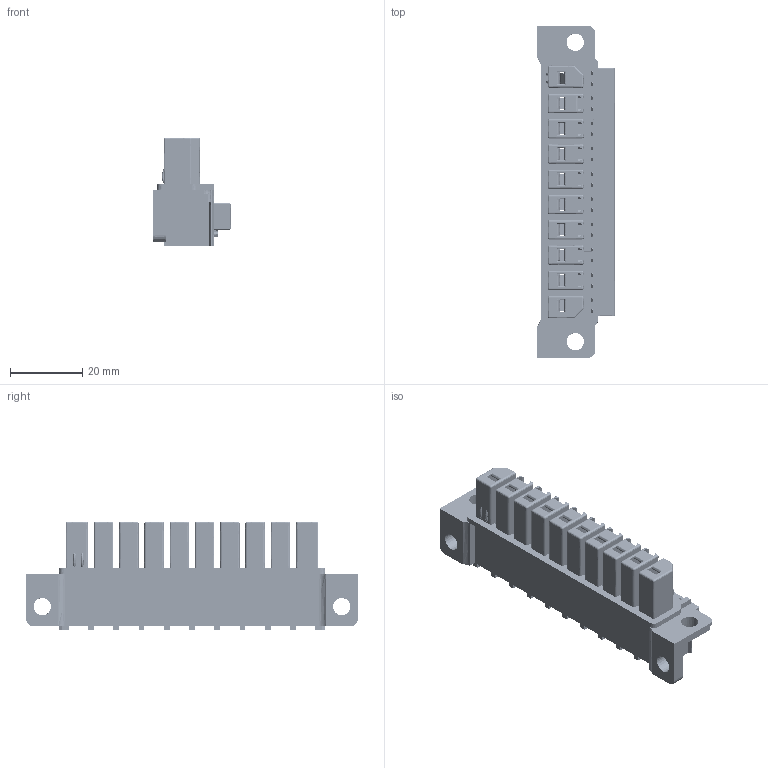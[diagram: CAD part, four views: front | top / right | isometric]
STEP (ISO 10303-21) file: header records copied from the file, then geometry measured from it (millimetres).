
FILE_DESCRIPTION((''),'2;1');
FILE_NAME('3D_1330100210001_HCC-010-F_V1_0','2017-03-07T',('wl.kang'),(''),'PRO/ENGINEER BY PARAMETRIC TECHNOLOGY CORPORATION, 2012480','PRO/ENGINEER BY PARAMETRIC TECHNOLOGY CORPORATION, 2012480','');
FILE_SCHEMA(('AUTOMOTIVE_DESIGN { 1 0 10303 214 1 1 1 1 }'));
Products named in the file (1): 3D_1330100210001_HCC-010-F_V1_0
Bounding box: 21.4 x 92 x 30.2 mm (x, y, z)
Surface area: 28680.9 mm2 (no closed solid volume)
Topology: 0 solids, 0 shells, 3786 faces, 22803 edges, 22638 vertices
Faces by surface type: bspline 3685, torus 58, sphere 43
Entity records: 518432 total; most frequent: CARTESIAN_POINT 179837, DIRECTION 37474, TRIMMED_CURVE 35230, VECTOR 33188, LINE 33188, PRESENTATION_STYLE_ASSIGNMENT 27499, STYLED_ITEM 26366, CURVE_STYLE 22580
